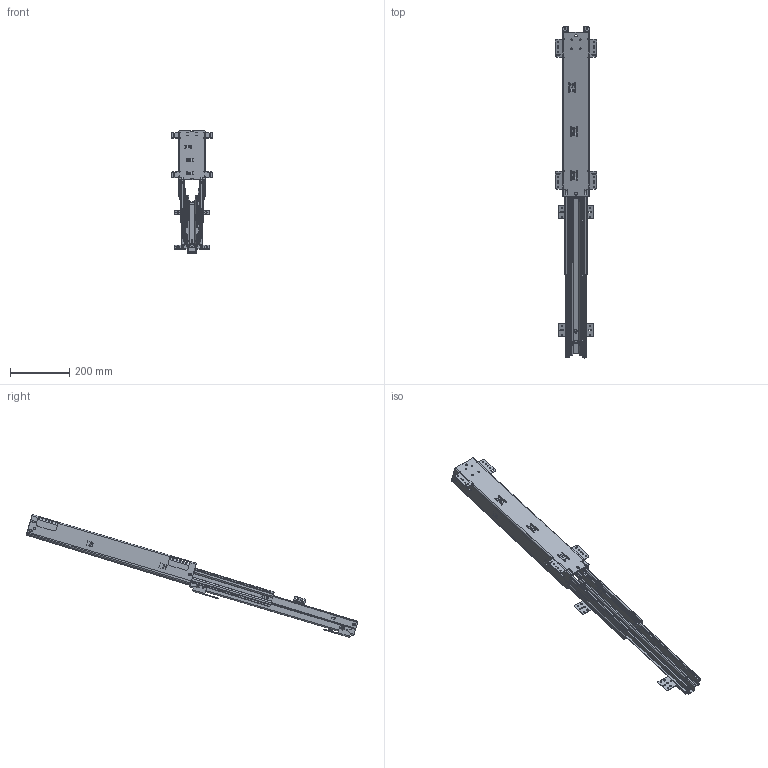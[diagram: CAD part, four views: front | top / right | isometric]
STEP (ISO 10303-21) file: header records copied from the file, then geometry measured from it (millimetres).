
FILE_DESCRIPTION(/* description */ (''),/* implementation_level */ '2;1');
FILE_NAME(/* name */ '150-A40_00_out_nf.stp',/* time_stamp */ '2016-03-31T11:28:06+02:00',/* author */ ('s.duizings'),/* organization */ (''),/* preprocessor_version */ 'ST-DEVELOPER v15.6',/* originating_system */ 'Autodesk Inventor 2015',/* authorisation */ '');
FILE_SCHEMA (('AUTOMOTIVE_DESIGN { 1 0 10303 214 3 1 1 }'));
Products named in the file (27): E000034408; E000034389; E000000235; E000034391; E000034401; E000034394; E000034395; E000034400; E000034392; E000034399; E000034397; E000034396; E000034398; E000034393; E000034403; E000034411; E000003171; 913-008; 913-003; 553-555; E000034676; E000034654; DIN 7985 - M5x8 - 4.8 - H - ST 8.8; E000035047; 150-A40_00_out_nf
Assembly tree (102 placements, depth 4):
  150-A40_00_out_nf
    E000034408
    E000034403
      E000034391
        E000034389
        E000000235
      E000034395
        E000034401
        E000034394  x30
      E000034392
        E000034400
      E000034396
        E000034399
        E000034397  x32
      E000034393
        E000034398
    E000034403
      E000034391
        E000034389
        E000000235
      E000034395
        E000034401
        E000034394  x30
      E000034392
        E000034400
      E000034396
        E000034399
        E000034397  x32
      E000034393
        E000034398
    E000034411
      E000034411
      E000003171
      913-008  x5
      913-003  x2
    553-555  x2
    E000034676
    E000034654  x4
    DIN 7985 - M5x8 - 4.8 - H - ST 8.8  x2
    E000035047  x2
Bounding box: 140 x 1123.62 x 415.85 mm (x, y, z)
Volume: 1013973.4 mm3; surface area: 1151589.6 mm2
Topology: 157 solids, 161 shells, 4185 faces, 12110 edges, 8001 vertices
Faces by surface type: plane 2263, cylinder 1694, sphere 127, cone 52, torus 25, bspline 24
Full cylindrical faces by diameter (mm): 2.7 x3, 4 x2, 4.1 x22, 4.567 x2, 4.77 x5, 4.9 x4, 5 x8, 5.1 x8, 5.459 x1, 6 x7, 6.38 x4, 6.5 x2, 7 x16, 7.9 x64, 8 x10, 8.72 x5, 8.73 x2, 8.75 x1, 8.8 x4, 9 x60, 9.5 x2, 9.9 x5, 11.05 x5, 12 x4
Entity records: 77829 total; most frequent: CARTESIAN_POINT 14920, DIRECTION 13086, ORIENTED_EDGE 12854, EDGE_CURVE 6427, AXIS2_PLACEMENT_3D 4369, LINE 4348, VECTOR 4348, VERTEX_POINT 4326
